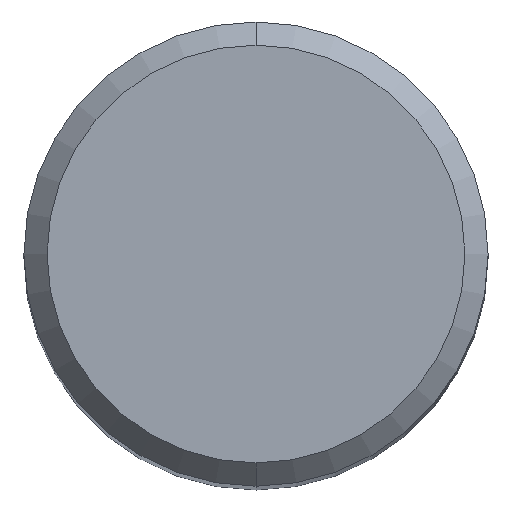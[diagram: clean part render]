
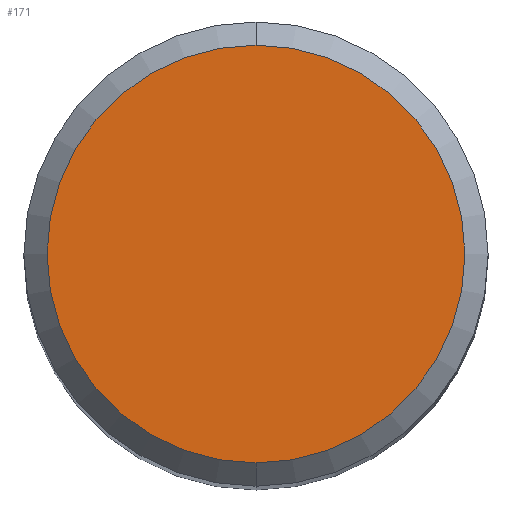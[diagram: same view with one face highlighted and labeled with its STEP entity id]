
A CAD part, top view. The second image highlights one B-rep face of the part: STEP entity #171.
In plain terms, the highlighted planar face has unit normal (0, 0, 1).
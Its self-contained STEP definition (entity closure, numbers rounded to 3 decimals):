
#169=VERTEX_POINT('',#329);
#171=ADVANCED_FACE('',(#331),#332,.T.);
#175=EDGE_CURVE('',#191,#169,#336,.T.);
#191=VERTEX_POINT('',#353);
#215=EDGE_CURVE('',#169,#191,#382,.T.);
#329=CARTESIAN_POINT('',(0.0,5.4,0.0));
#331=FACE_OUTER_BOUND('',#519,.T.);
#332=PLANE('',#520);
#336=CIRCLE('',#525,5.4);
#353=CARTESIAN_POINT('',(0.,-5.4,0.0));
#382=CIRCLE('',#580,5.4);
#519=EDGE_LOOP('',(#709,#710));
#520=AXIS2_PLACEMENT_3D('',#711,#712,#713);
#525=AXIS2_PLACEMENT_3D('',#714,#715,#716);
#580=AXIS2_PLACEMENT_3D('',#780,#781,#782);
#709=ORIENTED_EDGE('',*,*,#215,.F.);
#710=ORIENTED_EDGE('',*,*,#175,.F.);
#711=CARTESIAN_POINT('',(0.0,2.7,0.0));
#712=DIRECTION('',(-0.0,0.0,1.0));
#713=DIRECTION('',(0.0,-1.0,0.0));
#714=CARTESIAN_POINT('',(0.0,0.0,0.0));
#715=DIRECTION('',(0.0,0.0,-1.0));
#716=DIRECTION('',(0.0,1.0,0.0));
#780=CARTESIAN_POINT('',(0.0,0.0,0.0));
#781=DIRECTION('',(0.0,0.0,-1.0));
#782=DIRECTION('',(0.0,1.0,0.0));
